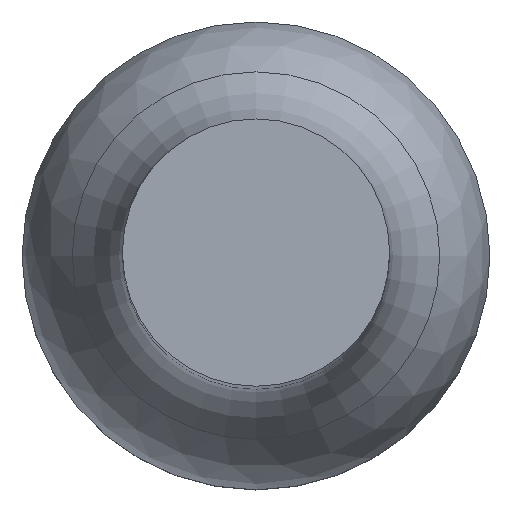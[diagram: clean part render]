
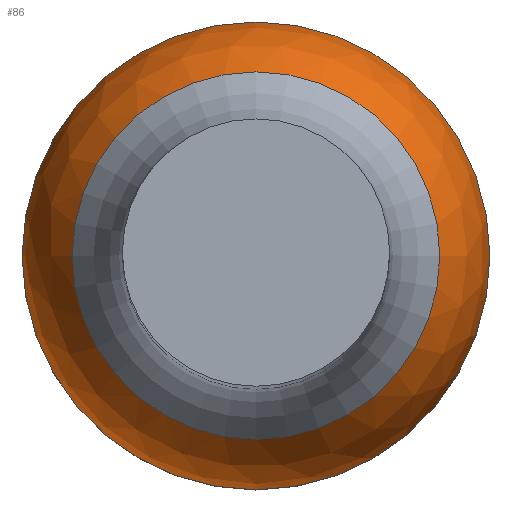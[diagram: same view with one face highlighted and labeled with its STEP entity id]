
A CAD part, top view. The second image highlights one B-rep face of the part: STEP entity #86.
In plain terms, the highlighted spherical face has radius 3.5 mm.
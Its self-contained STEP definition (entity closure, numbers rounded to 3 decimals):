
#24=FACE_OUTER_BOUND('',#30,.T.);
#30=EDGE_LOOP('',(#63,#64,#65,#66,#67));
#36=CIRCLE('',#107,2.75);
#37=CIRCLE('',#108,3.5);
#38=CIRCLE('',#109,3.5);
#39=CIRCLE('',#110,2.75);
#45=VERTEX_POINT('',#157);
#46=VERTEX_POINT('',#158);
#47=VERTEX_POINT('',#160);
#52=EDGE_CURVE('',#45,#46,#36,.T.);
#53=EDGE_CURVE('',#46,#47,#37,.T.);
#54=EDGE_CURVE('',#47,#47,#38,.T.);
#55=EDGE_CURVE('',#46,#45,#39,.T.);
#63=ORIENTED_EDGE('',*,*,#52,.T.);
#64=ORIENTED_EDGE('',*,*,#53,.T.);
#65=ORIENTED_EDGE('',*,*,#54,.T.);
#66=ORIENTED_EDGE('',*,*,#53,.F.);
#67=ORIENTED_EDGE('',*,*,#55,.T.);
#85=SPHERICAL_SURFACE('',#106,3.5);
#86=ADVANCED_FACE('',(#24),#85,.T.);
#106=AXIS2_PLACEMENT_3D('',#156,#123,#124);
#107=AXIS2_PLACEMENT_3D('',#159,#125,#126);
#108=AXIS2_PLACEMENT_3D('',#161,#127,#128);
#109=AXIS2_PLACEMENT_3D('',#162,#129,#130);
#110=AXIS2_PLACEMENT_3D('',#163,#131,#132);
#123=DIRECTION('center_axis',(0.,0.,1.));
#124=DIRECTION('ref_axis',(1.,0.,0.));
#125=DIRECTION('center_axis',(0.,0.,-1.));
#126=DIRECTION('ref_axis',(-1.,0.,0.));
#127=DIRECTION('center_axis',(0.,-1.,0.));
#128=DIRECTION('ref_axis',(-1.,0.,0.));
#129=DIRECTION('center_axis',(0.,0.,1.));
#130=DIRECTION('ref_axis',(1.,0.,0.));
#131=DIRECTION('center_axis',(0.,0.,-1.));
#132=DIRECTION('ref_axis',(-1.,0.,0.));
#156=CARTESIAN_POINT('Origin',(0.,0.,1.542));
#157=CARTESIAN_POINT('',(2.75,0.,3.707));
#158=CARTESIAN_POINT('',(-2.75,0.,3.707));
#159=CARTESIAN_POINT('Origin',(0.,0.,3.707));
#160=CARTESIAN_POINT('',(-3.5,0.,1.542));
#161=CARTESIAN_POINT('Origin',(0.,0.,1.542));
#162=CARTESIAN_POINT('Origin',(0.,0.,1.542));
#163=CARTESIAN_POINT('Origin',(0.,0.,3.707));
